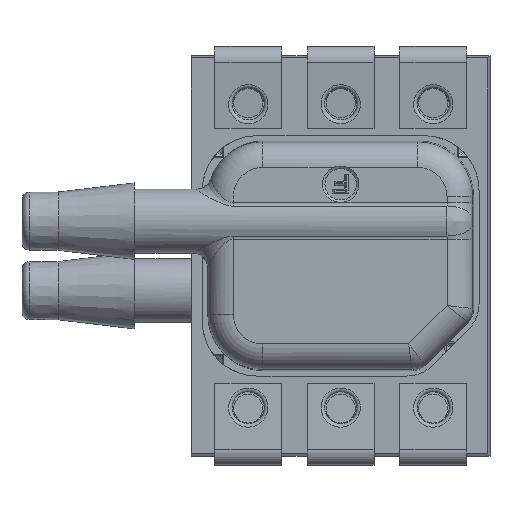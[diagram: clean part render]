
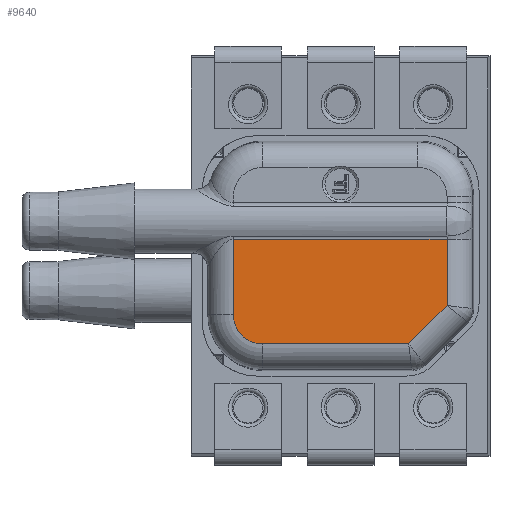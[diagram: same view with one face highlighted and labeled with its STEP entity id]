
A CAD part, top view. The second image highlights one B-rep face of the part: STEP entity #9640.
In plain terms, the highlighted planar face has unit normal (0, 0, 1).
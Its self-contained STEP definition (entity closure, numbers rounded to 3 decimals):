
#917=CIRCLE('',#10506,0.8);
#1494=FACE_OUTER_BOUND('',#2099,.T.);
#2099=EDGE_LOOP('',(#8348,#8349,#8350,#8351,#8352,#8353));
#2822=LINE('',#17397,#3572);
#2823=LINE('',#17552,#3573);
#2832=LINE('',#19291,#3582);
#2875=LINE('',#19864,#3625);
#2876=LINE('',#19909,#3626);
#3572=VECTOR('',#12866,1.489);
#3573=VECTOR('',#12871,4.017);
#3582=VECTOR('',#12948,5.87);
#3625=VECTOR('',#13165,1.815);
#3626=VECTOR('',#13168,2.068);
#4393=VERTEX_POINT('',#17394);
#4394=VERTEX_POINT('',#17396);
#4395=VERTEX_POINT('',#17551);
#4397=VERTEX_POINT('',#17557);
#4421=VERTEX_POINT('',#19288);
#4422=VERTEX_POINT('',#19290);
#5646=EDGE_CURVE('',#4393,#4394,#2822,.T.);
#5649=EDGE_CURVE('',#4394,#4395,#2823,.T.);
#5652=EDGE_CURVE('',#4395,#4397,#917,.T.);
#5692=EDGE_CURVE('',#4421,#4422,#2832,.T.);
#5792=EDGE_CURVE('',#4393,#4422,#2875,.T.);
#5794=EDGE_CURVE('',#4397,#4421,#2876,.T.);
#8348=ORIENTED_EDGE('',*,*,#5692,.F.);
#8349=ORIENTED_EDGE('',*,*,#5794,.F.);
#8350=ORIENTED_EDGE('',*,*,#5652,.F.);
#8351=ORIENTED_EDGE('',*,*,#5649,.F.);
#8352=ORIENTED_EDGE('',*,*,#5646,.F.);
#8353=ORIENTED_EDGE('',*,*,#5792,.T.);
#9172=PLANE('',#10624);
#9640=ADVANCED_FACE('',(#1494),#9172,.T.);
#10506=AXIS2_PLACEMENT_3D('',#17558,#12878,#12879);
#10624=AXIS2_PLACEMENT_3D('',#19908,#13166,#13167);
#12866=DIRECTION('',(-0.707,-0.707,0.));
#12871=DIRECTION('',(-1.,0.,0.));
#12878=DIRECTION('center_axis',(0.,0.,
-1.));
#12879=DIRECTION('ref_axis',(0.,-1.,0.));
#12948=DIRECTION('',(1.,0.,0.));
#13165=DIRECTION('',(0.,1.,0.));
#13166=DIRECTION('center_axis',(0.,0.,1.));
#13167=DIRECTION('ref_axis',(-1.,0.,0.));
#13168=DIRECTION('',(0.,1.,0.));
#17394=CARTESIAN_POINT('',(10.311,7.932,3.74));
#17396=CARTESIAN_POINT('',(9.258,6.879,3.74));
#17397=CARTESIAN_POINT('',(10.311,7.932,3.74));
#17551=CARTESIAN_POINT('',(5.241,6.879,3.74));
#17552=CARTESIAN_POINT('',(9.258,6.879,3.74));
#17557=CARTESIAN_POINT('',(4.441,7.679,3.74));
#17558=CARTESIAN_POINT('Origin',(5.241,7.679,3.74));
#19288=CARTESIAN_POINT('',(4.441,9.747,3.74));
#19290=CARTESIAN_POINT('',(10.311,9.747,3.74));
#19291=CARTESIAN_POINT('',(4.441,9.747,3.74));
#19864=CARTESIAN_POINT('',(10.311,7.932,3.74));
#19908=CARTESIAN_POINT('Origin',(7.376,8.313,3.74));
#19909=CARTESIAN_POINT('',(4.441,7.679,3.74));
